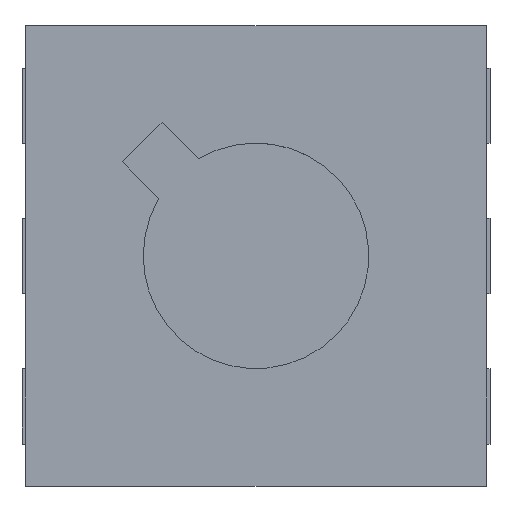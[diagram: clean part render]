
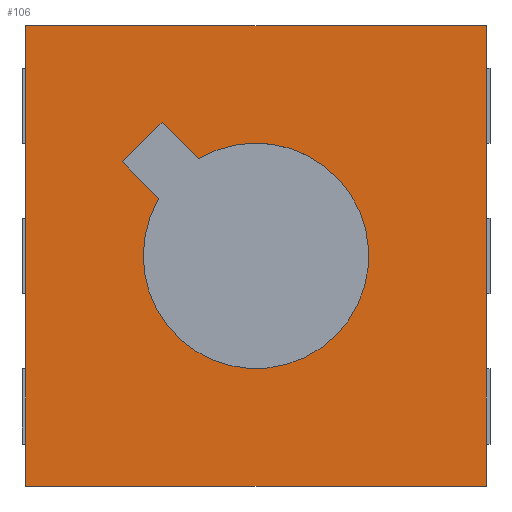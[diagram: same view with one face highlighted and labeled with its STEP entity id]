
A CAD part, top view. The second image highlights one B-rep face of the part: STEP entity #106.
In plain terms, the highlighted planar face has unit normal (0, 0, 1).
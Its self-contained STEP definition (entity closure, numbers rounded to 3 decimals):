
#13=DIRECTION('',(0.,0.,1.));
#14=DIRECTION('',(1.,0.,0.));
#65=VERTEX_POINT('',#66);
#66=CARTESIAN_POINT('',(-1.225,-1.225,0.92));
#74=VECTOR('',#75,1.);
#75=DIRECTION('',(0.,1.,0.));
#78=VERTEX_POINT('',#79);
#79=CARTESIAN_POINT('',(-1.225,1.225,0.92));
#81=ORIENTED_EDGE('',*,*,#82,.F.);
#82=EDGE_CURVE('',#65,#78,#83,.T.);
#83=LINE('',#66,#74);
#94=VECTOR('',#14,1.);
#96=ORIENTED_EDGE('',*,*,#97,.T.);
#97=EDGE_CURVE('',#65,#98,#100,.T.);
#98=VERTEX_POINT('',#99);
#99=CARTESIAN_POINT('',(1.225,-1.225,0.92));
#100=LINE('',#66,#94);
#106=ADVANCED_FACE('',(#107,#117),#150,.T.);
#107=FACE_BOUND('',#108,.T.);
#108=EDGE_LOOP('',(#81,#96,#109,#114));
#109=ORIENTED_EDGE('',*,*,#110,.T.);
#110=EDGE_CURVE('',#98,#111,#113,.T.);
#111=VERTEX_POINT('',#112);
#112=CARTESIAN_POINT('',(1.225,1.225,0.92));
#113=LINE('',#99,#74);
#114=ORIENTED_EDGE('',*,*,#115,.F.);
#115=EDGE_CURVE('',#78,#111,#116,.T.);
#116=LINE('',#79,#94);
#117=FACE_BOUND('',#118,.T.);
#118=EDGE_LOOP('',(#119,#129,#138,#144));
#119=ORIENTED_EDGE('',*,*,#120,.F.);
#120=EDGE_CURVE('',#121,#123,#125,.T.);
#121=VERTEX_POINT('',#122);
#122=CARTESIAN_POINT('',(-0.305,0.517,0.92));
#123=VERTEX_POINT('',#124);
#124=CARTESIAN_POINT('',(-0.5,0.712,0.92));
#125=LINE('',#126,#127);
#126=CARTESIAN_POINT('',(-0.091,0.303,0.92));
#127=VECTOR('',#128,1.);
#128=DIRECTION('',(-0.707,0.707,0.));
#129=ORIENTED_EDGE('',*,*,#130,.T.);
#130=EDGE_CURVE('',#121,#131,#133,.T.);
#131=VERTEX_POINT('',#132);
#132=CARTESIAN_POINT('',(-0.517,0.305,0.92));
#133=CIRCLE('',#134,0.6);
#134=AXIS2_PLACEMENT_3D('',#135,#136,#137);
#135=CARTESIAN_POINT('',(0.,0.,0.92));
#136=DIRECTION('',(0.,0.,-1.));
#137=DIRECTION('',(-1.,0.,0.));
#138=ORIENTED_EDGE('',*,*,#139,.T.);
#139=EDGE_CURVE('',#131,#140,#142,.T.);
#140=VERTEX_POINT('',#141);
#141=CARTESIAN_POINT('',(-0.712,0.5,0.92));
#142=LINE('',#143,#127);
#143=CARTESIAN_POINT('',(-0.303,0.091,0.92));
#144=ORIENTED_EDGE('',*,*,#145,.F.);
#145=EDGE_CURVE('',#123,#140,#146,.T.);
#146=LINE('',#147,#148);
#147=CARTESIAN_POINT('',(-1.272,-0.059,0.92));
#148=VECTOR('',#149,1.);
#149=DIRECTION('',(-0.707,-0.707,0.));
#150=PLANE('',#151);
#151=AXIS2_PLACEMENT_3D('',#66,#13,#14);
